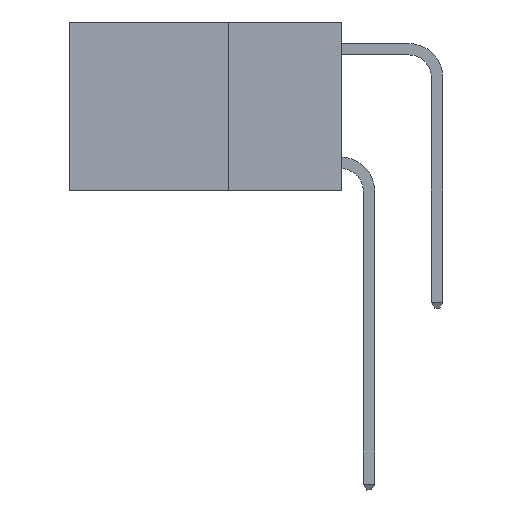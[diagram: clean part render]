
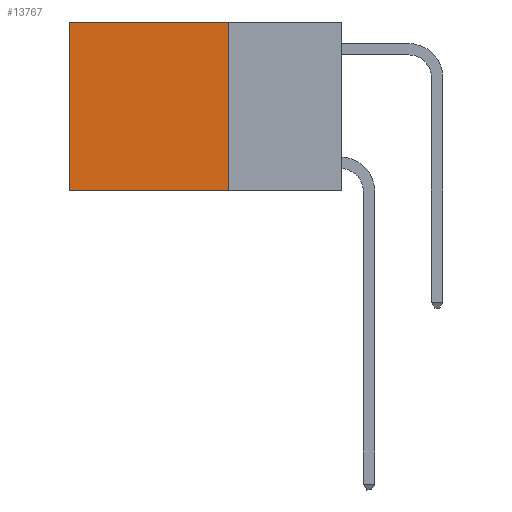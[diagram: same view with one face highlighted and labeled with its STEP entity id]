
A CAD part, left-side view. The second image highlights one B-rep face of the part: STEP entity #13767.
In plain terms, the highlighted planar face has unit normal (-1, 0, 0).
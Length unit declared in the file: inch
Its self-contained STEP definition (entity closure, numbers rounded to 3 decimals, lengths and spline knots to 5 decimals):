
#195 = CARTESIAN_POINT ( 'NONE',  ( 0.2625, 0.25, 0. ) ) ;
#1193 = ORIENTED_EDGE ( 'NONE', *, *, #4111, .F. ) ;
#1479 = VECTOR ( 'NONE', #7985, 39.37008 ) ;
#1660 = VERTEX_POINT ( 'NONE', #9325 ) ;
#1805 = FACE_OUTER_BOUND ( 'NONE', #2599, .T. ) ;
#1993 = LINE ( 'NONE', #7626, #13741 ) ;
#2124 = VERTEX_POINT ( 'NONE', #17159 ) ;
#2432 = LINE ( 'NONE', #3792, #1479 ) ;
#2599 = EDGE_LOOP ( 'NONE', ( #2926, #15053, #1193, #4178 ) ) ;
#2657 = VERTEX_POINT ( 'NONE', #4040 ) ;
#2926 = ORIENTED_EDGE ( 'NONE', *, *, #15770, .T. ) ;
#3525 = CARTESIAN_POINT ( 'NONE',  ( 0.2625, 0.6, 0. ) ) ;
#3792 = CARTESIAN_POINT ( 'NONE',  ( 0.2625, 0.25, 0. ) ) ;
#4040 = CARTESIAN_POINT ( 'NONE',  ( 0.2625, 0.25, 0. ) ) ;
#4111 = EDGE_CURVE ( 'NONE', #2657, #2124, #7169, .T. ) ;
#4178 = ORIENTED_EDGE ( 'NONE', *, *, #12646, .T. ) ;
#4663 = EDGE_CURVE ( 'NONE', #2124, #1660, #1993, .T. ) ;
#4867 = DIRECTION ( 'NONE',  ( 0., 1., 0. ) ) ;
#6024 = CARTESIAN_POINT ( 'NONE',  ( 0.2625, 0.25, 0. ) ) ;
#7169 = LINE ( 'NONE', #6024, #15848 ) ;
#7626 = CARTESIAN_POINT ( 'NONE',  ( 0.2625, 0.25, -0.37 ) ) ;
#7985 = DIRECTION ( 'NONE',  ( 0., 1., 0. ) ) ;
#9325 = CARTESIAN_POINT ( 'NONE',  ( 0.2625, 0.6, -0.37 ) ) ;
#9955 = CARTESIAN_POINT ( 'NONE',  ( 0.2625, 0.6, 0. ) ) ;
#10223 = DIRECTION ( 'NONE',  ( 0., 0., -1. ) ) ;
#10295 = PLANE ( 'NONE',  #13023 ) ;
#12350 = LINE ( 'NONE', #3525, #12418 ) ;
#12418 = VECTOR ( 'NONE', #18142, 39.37008 ) ;
#12646 = EDGE_CURVE ( 'NONE', #2657, #14904, #2432, .T. ) ;
#13023 = AXIS2_PLACEMENT_3D ( 'NONE', #195, #13208, #14739 ) ;
#13208 = DIRECTION ( 'NONE',  ( 1., 0., 0. ) ) ;
#13741 = VECTOR ( 'NONE', #4867, 39.37008 ) ;
#13767 = ADVANCED_FACE ( 'NONE', ( #1805 ), #10295, .F. ) ;
#14739 = DIRECTION ( 'NONE',  ( 0., 0., -1. ) ) ;
#14904 = VERTEX_POINT ( 'NONE', #9955 ) ;
#15053 = ORIENTED_EDGE ( 'NONE', *, *, #4663, .F. ) ;
#15770 = EDGE_CURVE ( 'NONE', #14904, #1660, #12350, .T. ) ;
#15848 = VECTOR ( 'NONE', #10223, 39.37008 ) ;
#17159 = CARTESIAN_POINT ( 'NONE',  ( 0.2625, 0.25, -0.37 ) ) ;
#18142 = DIRECTION ( 'NONE',  ( 0., 0., -1. ) ) ;
